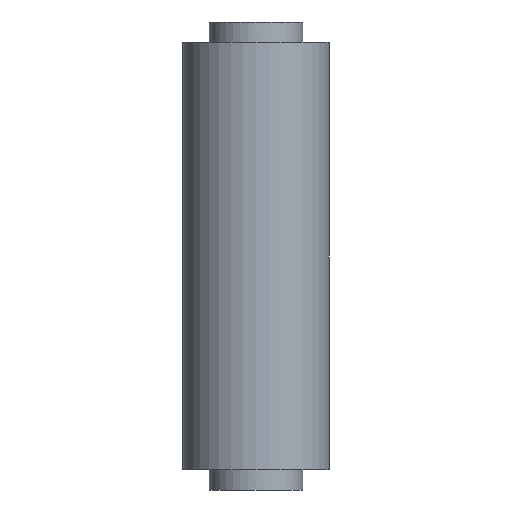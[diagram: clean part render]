
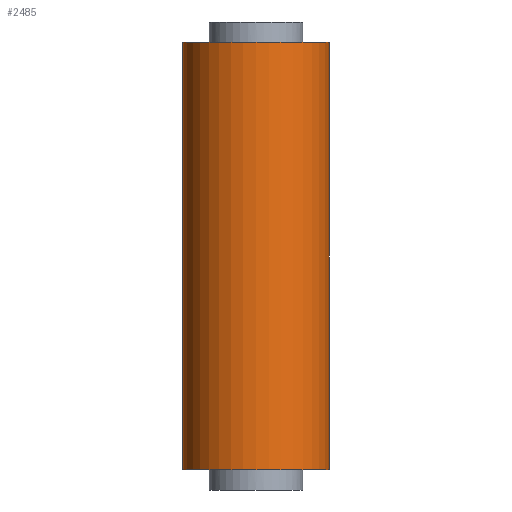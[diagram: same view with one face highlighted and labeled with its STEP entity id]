
A CAD part, front view. The second image highlights one B-rep face of the part: STEP entity #2485.
In plain terms, the highlighted cylindrical face has radius 25 mm (diameter 50 mm), a partial arc.
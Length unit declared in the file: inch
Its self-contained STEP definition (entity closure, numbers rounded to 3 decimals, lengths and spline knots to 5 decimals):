
#14 = LINE ( 'NONE', #3337, #2791 ) ;
#97 = VERTEX_POINT ( 'NONE', #3218 ) ;
#218 = ORIENTED_EDGE ( 'NONE', *, *, #1048, .F. ) ;
#260 = EDGE_LOOP ( 'NONE', ( #218, #2321, #3212, #3436, #1205, #2214 ) ) ;
#308 = DIRECTION ( 'NONE',  ( 1., 0., 0. ) ) ;
#328 = AXIS2_PLACEMENT_3D ( 'NONE', #2465, #869, #2740 ) ;
#340 = LINE ( 'NONE', #2457, #826 ) ;
#375 = DIRECTION ( 'NONE',  ( 0., 0., 1. ) ) ;
#422 = AXIS2_PLACEMENT_3D ( 'NONE', #2790, #375, #3050 ) ;
#427 = FACE_OUTER_BOUND ( 'NONE', #260, .T. ) ;
#435 = LINE ( 'NONE', #1913, #1683 ) ;
#564 = DIRECTION ( 'NONE',  ( 0., 0., 1. ) ) ;
#580 = CARTESIAN_POINT ( 'NONE',  ( -0.98425, 0., -5.74803 ) ) ;
#583 = VERTEX_POINT ( 'NONE', #1107 ) ;
#596 = EDGE_CURVE ( 'NONE', #2047, #583, #340, .T. ) ;
#715 = AXIS2_PLACEMENT_3D ( 'NONE', #1704, #2461, #308 ) ;
#826 = VECTOR ( 'NONE', #863, 39.37008 ) ;
#863 = DIRECTION ( 'NONE',  ( 0., 0., 1. ) ) ;
#869 = DIRECTION ( 'NONE',  ( 0., 0., 1. ) ) ;
#975 = CYLINDRICAL_SURFACE ( 'NONE', #422, 0.98425 ) ;
#1021 = CIRCLE ( 'NONE', #715, 0.98425 ) ;
#1048 = EDGE_CURVE ( 'NONE', #2897, #2047, #1129, .T. ) ;
#1107 = CARTESIAN_POINT ( 'NONE',  ( -0.98425, 0., 0. ) ) ;
#1129 = LINE ( 'NONE', #3296, #3193 ) ;
#1205 = ORIENTED_EDGE ( 'NONE', *, *, #2923, .F. ) ;
#1266 = CIRCLE ( 'NONE', #328, 0.98425 ) ;
#1450 = EDGE_CURVE ( 'NONE', #2456, #3368, #435, .T. ) ;
#1563 = EDGE_CURVE ( 'NONE', #97, #2456, #14, .T. ) ;
#1683 = VECTOR ( 'NONE', #564, 39.37008 ) ;
#1689 = EDGE_CURVE ( 'NONE', #2897, #97, #1021, .T. ) ;
#1704 = CARTESIAN_POINT ( 'NONE',  ( 0., 0., -5.74803 ) ) ;
#1913 = CARTESIAN_POINT ( 'NONE',  ( 0.98425, 0., -5.74803 ) ) ;
#2047 = VERTEX_POINT ( 'NONE', #3424 ) ;
#2114 = DIRECTION ( 'NONE',  ( 0., 0., 1. ) ) ;
#2214 = ORIENTED_EDGE ( 'NONE', *, *, #596, .F. ) ;
#2321 = ORIENTED_EDGE ( 'NONE', *, *, #1689, .T. ) ;
#2448 = DIRECTION ( 'NONE',  ( 0., 0., 1. ) ) ;
#2456 = VERTEX_POINT ( 'NONE', #3039 ) ;
#2457 = CARTESIAN_POINT ( 'NONE',  ( -0.98425, 0., -5.74803 ) ) ;
#2461 = DIRECTION ( 'NONE',  ( 0., 0., 1. ) ) ;
#2465 = CARTESIAN_POINT ( 'NONE',  ( 0., 0., 0. ) ) ;
#2485 = ADVANCED_FACE ( 'NONE', ( #427 ), #975, .T. ) ;
#2740 = DIRECTION ( 'NONE',  ( 1., 0., 0. ) ) ;
#2790 = CARTESIAN_POINT ( 'NONE',  ( 0., 0., -5.74803 ) ) ;
#2791 = VECTOR ( 'NONE', #2114, 39.37008 ) ;
#2897 = VERTEX_POINT ( 'NONE', #580 ) ;
#2923 = EDGE_CURVE ( 'NONE', #583, #3368, #1266, .T. ) ;
#3039 = CARTESIAN_POINT ( 'NONE',  ( 0.98425, 0., -2.87402 ) ) ;
#3050 = DIRECTION ( 'NONE',  ( 1., 0., 0. ) ) ;
#3097 = CARTESIAN_POINT ( 'NONE',  ( 0.98425, 0., 0. ) ) ;
#3193 = VECTOR ( 'NONE', #2448, 39.37008 ) ;
#3212 = ORIENTED_EDGE ( 'NONE', *, *, #1563, .T. ) ;
#3218 = CARTESIAN_POINT ( 'NONE',  ( 0.98425, 0., -5.74803 ) ) ;
#3296 = CARTESIAN_POINT ( 'NONE',  ( -0.98425, 0., -5.74803 ) ) ;
#3337 = CARTESIAN_POINT ( 'NONE',  ( 0.98425, 0., -5.74803 ) ) ;
#3368 = VERTEX_POINT ( 'NONE', #3097 ) ;
#3424 = CARTESIAN_POINT ( 'NONE',  ( -0.98425, 0., -2.87402 ) ) ;
#3436 = ORIENTED_EDGE ( 'NONE', *, *, #1450, .T. ) ;
